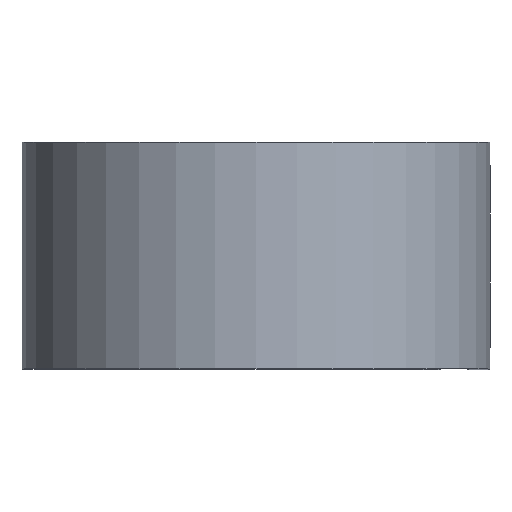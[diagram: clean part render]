
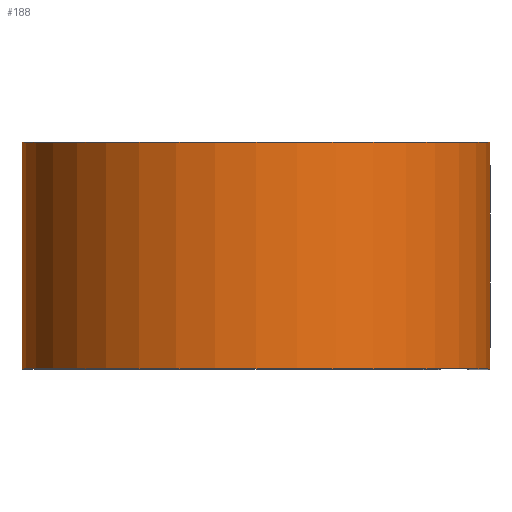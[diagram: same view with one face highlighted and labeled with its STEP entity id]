
A CAD part, top view. The second image highlights one B-rep face of the part: STEP entity #188.
In plain terms, the highlighted cylindrical face has radius 13.119 mm (diameter 26.238 mm), a partial arc.
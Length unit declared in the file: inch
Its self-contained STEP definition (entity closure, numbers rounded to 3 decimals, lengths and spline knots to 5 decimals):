
#14 = EDGE_CURVE ( 'NONE', #455, #560, #211, .T. ) ;
#21 = CIRCLE ( 'NONE', #198, 0.5165 ) ;
#61 = CARTESIAN_POINT ( 'NONE',  ( 0., 0.25, 0. ) ) ;
#66 = CARTESIAN_POINT ( 'NONE',  ( 0., 0.25, -0.5165 ) ) ;
#160 = EDGE_CURVE ( 'NONE', #544, #560, #21, .T. ) ;
#168 = EDGE_CURVE ( 'NONE', #246, #544, #209, .T. ) ;
#177 = DIRECTION ( 'NONE',  ( 0., 1., 0. ) ) ;
#181 = DIRECTION ( 'NONE',  ( 1., 0., 0. ) ) ;
#188 = ADVANCED_FACE ( 'NONE', ( #418 ), #322, .T. ) ;
#198 = AXIS2_PLACEMENT_3D ( 'NONE', #369, #319, #312 ) ;
#209 = LINE ( 'NONE', #383, #372 ) ;
#210 = VECTOR ( 'NONE', #502, 39.37008 ) ;
#211 = LINE ( 'NONE', #365, #210 ) ;
#246 = VERTEX_POINT ( 'NONE', #66 ) ;
#263 = AXIS2_PLACEMENT_3D ( 'NONE', #399, #459, #704 ) ;
#264 = CARTESIAN_POINT ( 'NONE',  ( 0.5165, -0.25, 0. ) ) ;
#290 = ORIENTED_EDGE ( 'NONE', *, *, #14, .F. ) ;
#312 = DIRECTION ( 'NONE',  ( 1., 0., 0. ) ) ;
#319 = DIRECTION ( 'NONE',  ( 0., 1., 0. ) ) ;
#322 = CYLINDRICAL_SURFACE ( 'NONE', #263, 0.5165 ) ;
#365 = CARTESIAN_POINT ( 'NONE',  ( 0.5165, 0.25, 0. ) ) ;
#369 = CARTESIAN_POINT ( 'NONE',  ( 0., -0.25, 0. ) ) ;
#372 = VECTOR ( 'NONE', #419, 39.37008 ) ;
#383 = CARTESIAN_POINT ( 'NONE',  ( 0., 0.25, -0.5165 ) ) ;
#399 = CARTESIAN_POINT ( 'NONE',  ( 0., 0.25, 0. ) ) ;
#408 = CARTESIAN_POINT ( 'NONE',  ( 0., -0.25, -0.5165 ) ) ;
#418 = FACE_OUTER_BOUND ( 'NONE', #712, .T. ) ;
#419 = DIRECTION ( 'NONE',  ( 0., -1., 0. ) ) ;
#455 = VERTEX_POINT ( 'NONE', #582 ) ;
#459 = DIRECTION ( 'NONE',  ( 0., -1., 0. ) ) ;
#502 = DIRECTION ( 'NONE',  ( 0., -1., 0. ) ) ;
#539 = CIRCLE ( 'NONE', #616, 0.5165 ) ;
#544 = VERTEX_POINT ( 'NONE', #408 ) ;
#560 = VERTEX_POINT ( 'NONE', #264 ) ;
#569 = ORIENTED_EDGE ( 'NONE', *, *, #623, .F. ) ;
#582 = CARTESIAN_POINT ( 'NONE',  ( 0.5165, 0.25, 0. ) ) ;
#616 = AXIS2_PLACEMENT_3D ( 'NONE', #61, #177, #181 ) ;
#623 = EDGE_CURVE ( 'NONE', #246, #455, #539, .T. ) ;
#629 = ORIENTED_EDGE ( 'NONE', *, *, #160, .T. ) ;
#649 = ORIENTED_EDGE ( 'NONE', *, *, #168, .T. ) ;
#704 = DIRECTION ( 'NONE',  ( 0., 0., -1. ) ) ;
#712 = EDGE_LOOP ( 'NONE', ( #629, #290, #569, #649 ) ) ;
